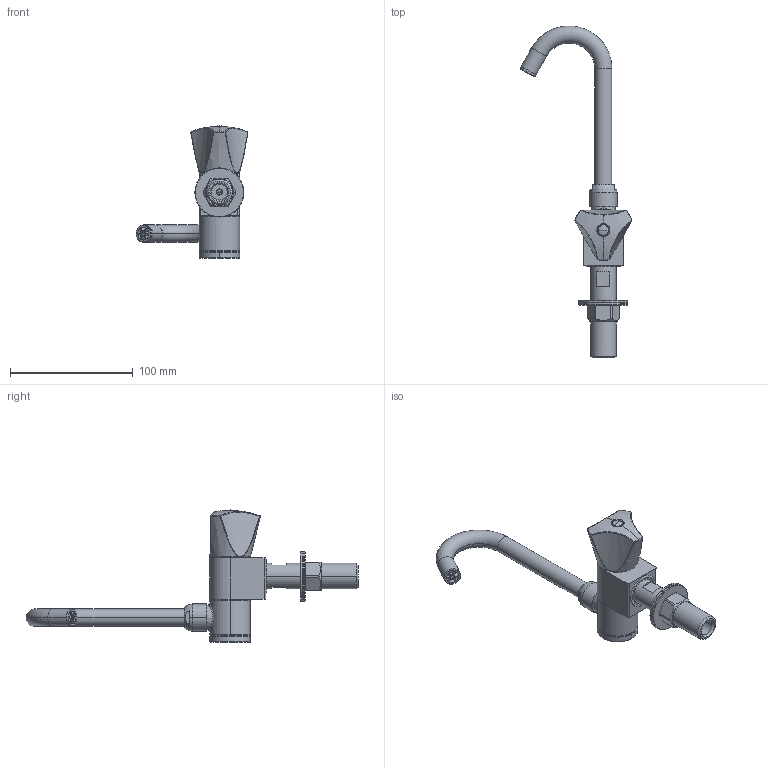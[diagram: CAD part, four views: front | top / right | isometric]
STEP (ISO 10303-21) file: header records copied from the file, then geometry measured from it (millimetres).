
FILE_DESCRIPTION((''),'2;1');
FILE_NAME('JS1A0579_ASM','2021-03-07T',('蚰貀癡妧庣斕勛'),('Globeunion.com'),'PRO/ENGINEER BY PARAMETRIC TECHNOLOGY CORPORATION, 2014000','PRO/ENGINEER BY PARAMETRIC TECHNOLOGY CORPORATION, 2014000','');
FILE_SCHEMA(('CONFIG_CONTROL_DESIGN'));
Length unit declared in the file: millimetre
Products named in the file (37): 106787N-90; 027121; 027229; 071088N; 106852_ASM; 531084NH-01; 531084NH-02; 531084NH-03; 531084NH-04; 531084NH-05; 531084NH-06; 531084NH-08; 531084NH-09; 531084NH-10; 531084NH-11; 531084NH-12; 531084NH-13_AF0; 531094NC_ASM; 037110; 020185; 042009C; 027366; 048135N; 045544; 027135; 028114; 120507N; 121161CP; 027424; 028113; 058617; 052048; 027446; 124242_ASM; 024080; 058620; JS1A0579_ASM
Assembly tree (40 placements, depth 3):
  JS1A0579_ASM
    106852_ASM
      106787N-90
      027121
      027229
      071088N
    531094NC_ASM
      531084NH-01
      531084NH-02
      531084NH-03
      531084NH-04  x2
      531084NH-05
      531084NH-06
      531084NH-08
      531084NH-09
      531084NH-10
      531084NH-11
      531084NH-12
      531084NH-13_AF0
    037110
    020185
    042009C
    027366
    048135N
    045544
    027135  x2
    028114  x2
    120507N
    124242_ASM
      121161CP
      027424  x2
      028113
      058617
      052048
      027446
    024080
    058620
Bounding box: 91.14 x 270.21 x 107.7 mm (x, y, z)
Volume: 104514.9 mm3; surface area: 91451.6 mm2
Topology: 37 solids, 37 shells, 1160 faces, 2749 edges, 1708 vertices
Faces by surface type: cylinder 441, plane 347, torus 160, cone 121, bspline 77, sphere 14
Entity records: 40954 total; most frequent: CARTESIAN_POINT 13708, DIRECTION 5899, ORIENTED_EDGE 5410, EDGE_CURVE 2705, AXIS2_PLACEMENT_3D 2474, VERTEX_POINT 1688, CIRCLE 1308, EDGE_LOOP 1277
